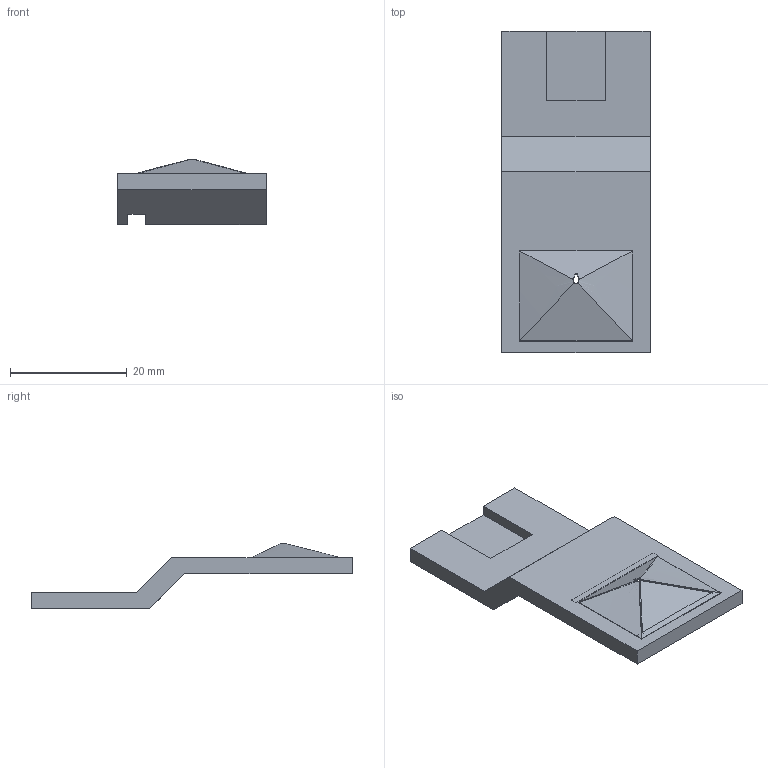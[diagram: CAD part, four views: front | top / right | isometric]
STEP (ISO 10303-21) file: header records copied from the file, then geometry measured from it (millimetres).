
FILE_DESCRIPTION(/* description */ (''),/* implementation_level */ '2;1');
FILE_NAME(/* name */ 'coneholder_elevated_largeslot_shallow_v7.stp',/* time_stamp */ '2021-11-12T14:52:39-05:00',/* author */ ('wilson'),/* organization */ (''),/* preprocessor_version */ 'ST-DEVELOPER v18.1',/* originating_system */ 'Autodesk Inventor 2021',/* authorisation */ '');
FILE_SCHEMA (('AUTOMOTIVE_DESIGN { 1 0 10303 214 3 1 1 }'));
Length unit declared in the file: millimetre
Products named in the file (1): coneholder_elevated_largeslot_v7
Bounding box: 25.4 x 54.99 x 11.25 mm (x, y, z)
Volume: 2567.9 mm3; surface area: 3804.6 mm2
Topology: 1 solids, 2 shells, 193 faces, 500 edges, 314 vertices
Faces by surface type: bspline 106, plane 65, cylinder 19, sphere 3
Entity records: 8900 total; most frequent: CARTESIAN_POINT 4812, ORIENTED_EDGE 998, DIRECTION 545, EDGE_CURVE 499, VERTEX_POINT 314, LINE 243, VECTOR 243, EDGE_LOOP 199
